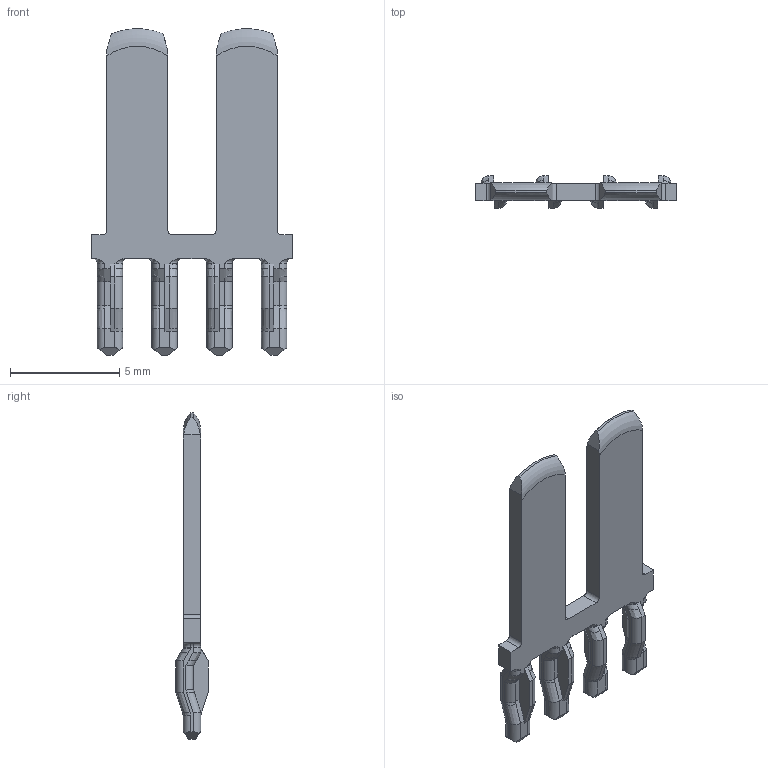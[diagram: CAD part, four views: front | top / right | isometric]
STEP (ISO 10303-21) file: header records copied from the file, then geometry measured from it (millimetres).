
FILE_DESCRIPTION((''),'2;1');
FILE_NAME('C-1-1452688-2','2015-01-27T',('workeradm'),('Tyco Electronics Ltd.'),'PRO/ENGINEER BY PARAMETRIC TECHNOLOGY CORPORATION, 2014090','PRO/ENGINEER BY PARAMETRIC TECHNOLOGY CORPORATION, 2014090','');
FILE_SCHEMA(('AUTOMOTIVE_DESIGN { 1 0 10303 214 1 1 1 1 }'));
Length unit declared in the file: millimetre
Products named in the file (1): C-1-1452688-2
Bounding box: 9.2 x 1.48 x 14.89 mm (x, y, z)
Volume: 63.1 mm3; surface area: 234 mm2
Topology: 1 solids, 1 shells, 258 faces, 688 edges, 432 vertices
Faces by surface type: plane 112, bspline 64, cylinder 62, torus 20
Entity records: 9852 total; most frequent: CARTESIAN_POINT 3464, ORIENTED_EDGE 1376, DIRECTION 1172, EDGE_CURVE 688, VECTOR 464, LINE 464, VERTEX_POINT 432, AXIS2_PLACEMENT_3D 354
